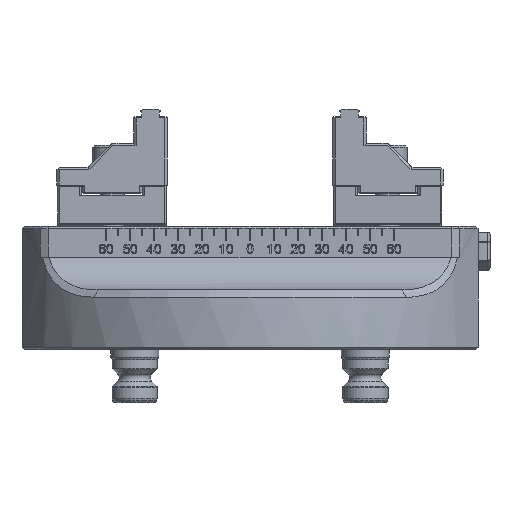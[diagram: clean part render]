
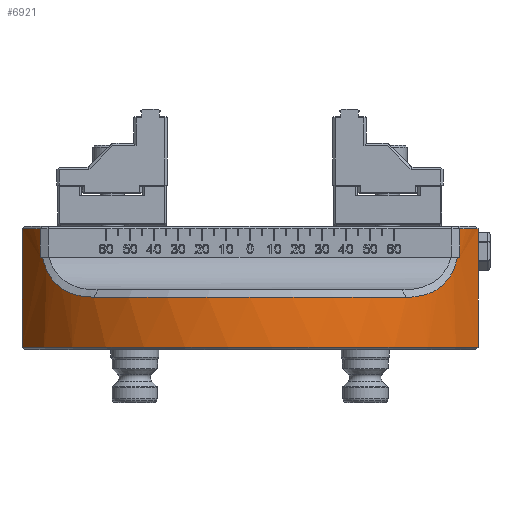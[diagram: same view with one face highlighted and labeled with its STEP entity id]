
A CAD part, left-side view. The second image highlights one B-rep face of the part: STEP entity #6921.
In plain terms, the highlighted cylindrical face has radius 105 mm (diameter 210 mm), a partial arc.
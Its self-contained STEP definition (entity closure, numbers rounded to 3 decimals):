
#1981=B_SPLINE_CURVE_WITH_KNOTS('',3,(#104338,#104339,#104340,#104341,#104342,
#104343,#104344,#104345,#104346,#104347,#104348,#104349,#104350,#104351,
#104352,#104353,#104354,#104355,#104356),.UNSPECIFIED.,.F.,.F.,(4,2,2,2,
2,2,1,2,2,4),(0.,0.125,0.187,0.25,0.375,
0.437,0.469,0.484,0.5,
1.),.UNSPECIFIED.);
#1982=B_SPLINE_CURVE_WITH_KNOTS('',3,(#104360,#104361,#104362,#104363,#104364,
#104365,#104366,#104367,#104368,#104369,#104370,#104371,#104372,#104373,
#104374,#104375,#104376,#104377,#104378,#104379,#104380,#104381,#104382),
 .UNSPECIFIED.,.F.,.F.,(4,2,2,2,1,2,2,2,2,2,2,4),(0.,0.25,0.375,
0.437,0.469,0.484,0.5,
0.625,0.687,0.719,0.75,
1.),.UNSPECIFIED.);
#4310=CYLINDRICAL_SURFACE('',#68671,105.);
#4998=CIRCLE('',#68662,105.);
#4999=CIRCLE('',#68663,105.);
#5000=CIRCLE('',#68667,105.);
#5001=CIRCLE('',#68668,105.);
#5002=CIRCLE('',#68669,105.);
#5003=CIRCLE('',#68670,105.);
#6921=ADVANCED_FACE('',(#12994),#4310,.T.);
#12994=FACE_OUTER_BOUND('',#16808,.T.);
#16808=EDGE_LOOP('',(#27732,#27733,#27734,#27735,#27736,#27737,#27738,#27739,
#27740,#27741,#27742,#27743));
#27732=ORIENTED_EDGE('',*,*,#47133,.T.);
#27733=ORIENTED_EDGE('',*,*,#48147,.T.);
#27734=ORIENTED_EDGE('',*,*,#48148,.T.);
#27735=ORIENTED_EDGE('',*,*,#48140,.F.);
#27736=ORIENTED_EDGE('',*,*,#48149,.T.);
#27737=ORIENTED_EDGE('',*,*,#48150,.T.);
#27738=ORIENTED_EDGE('',*,*,#48151,.T.);
#27739=ORIENTED_EDGE('',*,*,#48143,.F.);
#27740=ORIENTED_EDGE('',*,*,#48152,.T.);
#27741=ORIENTED_EDGE('',*,*,#48153,.T.);
#27742=ORIENTED_EDGE('',*,*,#47165,.T.);
#27743=ORIENTED_EDGE('',*,*,#48154,.T.);
#39874=VERTEX_POINT('',#99970);
#39875=VERTEX_POINT('',#99972);
#39906=VERTEX_POINT('',#100078);
#39907=VERTEX_POINT('',#100079);
#40605=VERTEX_POINT('',#104318);
#40606=VERTEX_POINT('',#104320);
#40607=VERTEX_POINT('',#104323);
#40608=VERTEX_POINT('',#104325);
#40609=VERTEX_POINT('',#104336);
#40610=VERTEX_POINT('',#104357);
#40611=VERTEX_POINT('',#104359);
#40612=VERTEX_POINT('',#104384);
#47133=EDGE_CURVE('',#39875,#39874,#55299,.T.);
#47165=EDGE_CURVE('',#39906,#39907,#55324,.T.);
#48140=EDGE_CURVE('',#40605,#40606,#4998,.T.);
#48143=EDGE_CURVE('',#40607,#40608,#4999,.T.);
#48147=EDGE_CURVE('',#39874,#40609,#5000,.T.);
#48148=EDGE_CURVE('',#40609,#40606,#56082,.T.);
#48149=EDGE_CURVE('',#40605,#40610,#1981,.T.);
#48150=EDGE_CURVE('',#40610,#40611,#5001,.T.);
#48151=EDGE_CURVE('',#40611,#40608,#1982,.T.);
#48152=EDGE_CURVE('',#40607,#40612,#56083,.T.);
#48153=EDGE_CURVE('',#40612,#39906,#5002,.T.);
#48154=EDGE_CURVE('',#39907,#39875,#5003,.T.);
#55299=LINE('',#99971,#62079);
#55324=LINE('',#100077,#62104);
#56082=LINE('',#104337,#62946);
#56083=LINE('',#104383,#62947);
#62079=VECTOR('',#76906,1.);
#62104=VECTOR('',#76933,1.);
#62946=VECTOR('',#78349,1.);
#62947=VECTOR('',#78352,1.);
#68662=AXIS2_PLACEMENT_3D('',#104319,#78333,#78334);
#68663=AXIS2_PLACEMENT_3D('',#104324,#78337,#78338);
#68667=AXIS2_PLACEMENT_3D('',#104335,#78347,#78348);
#68668=AXIS2_PLACEMENT_3D('',#104358,#78350,#78351);
#68669=AXIS2_PLACEMENT_3D('',#104385,#78353,#78354);
#68670=AXIS2_PLACEMENT_3D('',#104386,#78355,#78356);
#68671=AXIS2_PLACEMENT_3D('',#104387,#78357,#78358);
#76906=DIRECTION('',(0.,0.,1.));
#76933=DIRECTION('',(0.,0.,-1.));
#78333=DIRECTION('',(0.,0.,1.));
#78334=DIRECTION('',(-1.,0.,0.));
#78337=DIRECTION('',(0.,0.,1.));
#78338=DIRECTION('',(-1.,0.,0.));
#78347=DIRECTION('',(0.,0.,-1.));
#78348=DIRECTION('',(0.,1.,0.));
#78349=DIRECTION('',(0.,0.,-1.));
#78350=DIRECTION('',(0.,0.,-1.));
#78351=DIRECTION('',(0.,-1.,0.));
#78352=DIRECTION('',(0.,0.,1.));
#78353=DIRECTION('',(0.,0.,-1.));
#78354=DIRECTION('',(0.,1.,0.));
#78355=DIRECTION('',(0.,0.,1.));
#78356=DIRECTION('',(0.,-1.,0.));
#78357=DIRECTION('',(0.,0.,1.));
#78358=DIRECTION('',(0.,1.,0.));
#99970=CARTESIAN_POINT('',(2574.33,349.136,590.9));
#99971=CARTESIAN_POINT('',(2574.33,349.136,580.4));
#99972=CARTESIAN_POINT('',(2574.33,349.136,541.4));
#100077=CARTESIAN_POINT('',(2574.33,539.136,580.4));
#100078=CARTESIAN_POINT('',(2574.33,539.136,590.9));
#100079=CARTESIAN_POINT('',(2574.33,539.136,541.4));
#104318=CARTESIAN_POINT('',(2559.44,357.698,578.9));
#104319=CARTESIAN_POINT('',(2619.052,444.136,578.9));
#104320=CARTESIAN_POINT('',(2560.755,356.806,578.9));
#104323=CARTESIAN_POINT('',(2560.755,531.466,578.9));
#104324=CARTESIAN_POINT('',(2619.052,444.136,578.9));
#104325=CARTESIAN_POINT('',(2559.44,530.573,578.9));
#104335=CARTESIAN_POINT('',(2619.052,444.136,590.9));
#104336=CARTESIAN_POINT('',(2560.755,356.806,590.9));
#104337=CARTESIAN_POINT('',(2560.755,356.806,530.3));
#104338=CARTESIAN_POINT('',(2559.44,357.698,578.9));
#104339=CARTESIAN_POINT('',(2559.021,357.987,577.48));
#104340=CARTESIAN_POINT('',(2558.433,358.397,576.064));
#104341=CARTESIAN_POINT('',(2557.396,359.143,574.115));
#104342=CARTESIAN_POINT('',(2557.025,359.413,573.488));
#104343=CARTESIAN_POINT('',(2556.229,360.001,572.281));
#104344=CARTESIAN_POINT('',(2555.784,360.335,571.673));
#104345=CARTESIAN_POINT('',(2554.506,361.311,570.082));
#104346=CARTESIAN_POINT('',(2553.575,362.042,569.111));
#104347=CARTESIAN_POINT('',(2552.071,363.272,567.792));
#104348=CARTESIAN_POINT('',(2551.551,363.704,567.375));
#104349=CARTESIAN_POINT('',(2550.748,364.388,566.783));
#104350=CARTESIAN_POINT('',(2550.34,364.739,566.496));
#104351=CARTESIAN_POINT('',(2549.922,365.103,566.221));
#104352=CARTESIAN_POINT('',(2549.642,365.349,566.041));
#104353=CARTESIAN_POINT('',(2549.48,365.492,565.939));
#104354=CARTESIAN_POINT('',(2545.494,369.029,563.489));
#104355=CARTESIAN_POINT('',(2541.127,373.399,562.3));
#104356=CARTESIAN_POINT('',(2536.699,378.998,562.3));
#104357=CARTESIAN_POINT('',(2536.699,378.998,562.3));
#104358=CARTESIAN_POINT('',(2619.052,444.136,562.3));
#104359=CARTESIAN_POINT('',(2536.699,509.274,562.3));
#104360=CARTESIAN_POINT('',(2536.699,509.274,562.3));
#104361=CARTESIAN_POINT('',(2538.912,512.072,562.301));
#104362=CARTESIAN_POINT('',(2541.114,514.565,562.599));
#104363=CARTESIAN_POINT('',(2544.307,517.897,563.491));
#104364=CARTESIAN_POINT('',(2545.354,518.94,563.862));
#104365=CARTESIAN_POINT('',(2546.886,520.409,564.53));
#104366=CARTESIAN_POINT('',(2547.391,520.884,564.772));
#104367=CARTESIAN_POINT('',(2548.138,521.572,565.161));
#104368=CARTESIAN_POINT('',(2548.509,521.91,565.363));
#104369=CARTESIAN_POINT('',(2548.875,522.24,565.575));
#104370=CARTESIAN_POINT('',(2549.119,522.459,565.719));
#104371=CARTESIAN_POINT('',(2549.22,522.548,565.779));
#104372=CARTESIAN_POINT('',(2550.494,523.68,566.562));
#104373=CARTESIAN_POINT('',(2551.567,524.588,567.35));
#104374=CARTESIAN_POINT('',(2553.071,525.818,568.669));
#104375=CARTESIAN_POINT('',(2553.554,526.206,569.132));
#104376=CARTESIAN_POINT('',(2554.252,526.756,569.861));
#104377=CARTESIAN_POINT('',(2554.48,526.935,570.109));
#104378=CARTESIAN_POINT('',(2554.927,527.281,570.618));
#104379=CARTESIAN_POINT('',(2555.129,527.436,570.858));
#104380=CARTESIAN_POINT('',(2557.203,529.019,573.438));
#104381=CARTESIAN_POINT('',(2558.581,529.981,576.023));
#104382=CARTESIAN_POINT('',(2559.44,530.573,578.9));
#104383=CARTESIAN_POINT('',(2560.755,531.466,530.3));
#104384=CARTESIAN_POINT('',(2560.755,531.466,590.9));
#104385=CARTESIAN_POINT('',(2619.052,444.136,590.9));
#104386=CARTESIAN_POINT('',(2619.052,444.136,541.4));
#104387=CARTESIAN_POINT('',(2619.052,444.136,530.3));
